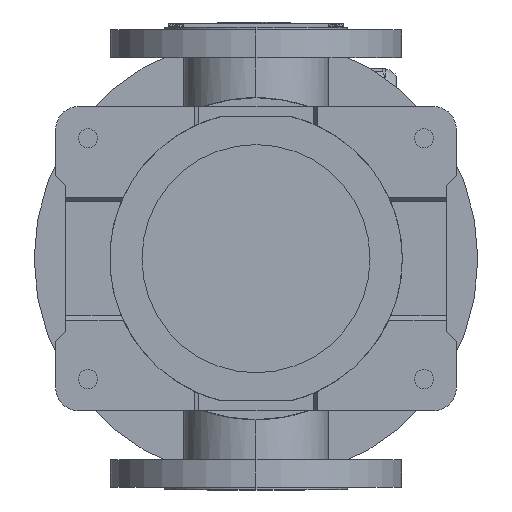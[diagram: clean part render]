
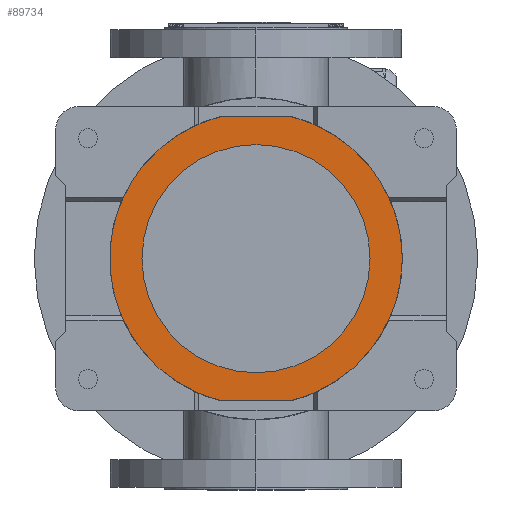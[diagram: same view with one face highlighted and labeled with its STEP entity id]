
A CAD part, front view. The second image highlights one B-rep face of the part: STEP entity #89734.
In plain terms, the highlighted planar face has unit normal (0, -1, 0).
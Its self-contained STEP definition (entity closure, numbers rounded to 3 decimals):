
#1700 = DIRECTION ( 'NONE',  ( 1., 0., 0. ) ) ;
#4046 = FACE_OUTER_BOUND ( 'NONE', #107623, .T. ) ;
#5488 = VECTOR ( 'NONE', #52117, 1000. ) ;
#6328 = LINE ( 'NONE', #40951, #5488 ) ;
#7778 = AXIS2_PLACEMENT_3D ( 'NONE', #41445, #76075, #42006 ) ;
#10164 = DIRECTION ( 'NONE',  ( 1., 0., 0. ) ) ;
#10462 = DIRECTION ( 'NONE',  ( 0., -1., 0. ) ) ;
#10704 = EDGE_CURVE ( 'NONE', #80758, #67768, #74891, .T. ) ;
#10827 = EDGE_CURVE ( 'NONE', #13585, #107892, #86846, .T. ) ;
#11000 = CIRCLE ( 'NONE', #74456, 90. ) ;
#11592 = EDGE_CURVE ( 'NONE', #107892, #16645, #93043, .T. ) ;
#11757 = CARTESIAN_POINT ( 'NONE',  ( 28.218, 45., -112. ) ) ;
#13585 = VERTEX_POINT ( 'NONE', #54836 ) ;
#14062 = ORIENTED_EDGE ( 'NONE', *, *, #107044, .T. ) ;
#16645 = VERTEX_POINT ( 'NONE', #26129 ) ;
#20325 = CARTESIAN_POINT ( 'NONE',  ( 90., 45., 0. ) ) ;
#20816 = CIRCLE ( 'NONE', #82418, 115.5 ) ;
#22181 = PLANE ( 'NONE',  #83561 ) ;
#22356 = AXIS2_PLACEMENT_3D ( 'NONE', #88243, #10462, #70097 ) ;
#23304 = DIRECTION ( 'NONE',  ( 0., -1., 0. ) ) ;
#24606 = DIRECTION ( 'NONE',  ( 1., 0., 0. ) ) ;
#25150 = CIRCLE ( 'NONE', #27019, 115.5 ) ;
#26129 = CARTESIAN_POINT ( 'NONE',  ( 115.5, 45., 0. ) ) ;
#27019 = AXIS2_PLACEMENT_3D ( 'NONE', #97043, #61859, #1700 ) ;
#29592 = ORIENTED_EDGE ( 'NONE', *, *, #57305, .T. ) ;
#31207 = CARTESIAN_POINT ( 'NONE',  ( -28.218, 45., 112. ) ) ;
#33277 = EDGE_LOOP ( 'NONE', ( #14062, #69901 ) ) ;
#34475 = EDGE_CURVE ( 'NONE', #103429, #13585, #20816, .T. ) ;
#38678 = CARTESIAN_POINT ( 'NONE',  ( 127.05, 45., 123.2 ) ) ;
#40951 = CARTESIAN_POINT ( 'NONE',  ( -31.04, 45., 112. ) ) ;
#41445 = CARTESIAN_POINT ( 'NONE',  ( 0., 45., 0. ) ) ;
#42006 = DIRECTION ( 'NONE',  ( -1., 0., 0. ) ) ;
#42206 = CARTESIAN_POINT ( 'NONE',  ( 0., 45., 0. ) ) ;
#50177 = CARTESIAN_POINT ( 'NONE',  ( 28.218, 45., 112. ) ) ;
#52117 = DIRECTION ( 'NONE',  ( -1., 0., 0. ) ) ;
#53865 = CARTESIAN_POINT ( 'NONE',  ( -31.04, 45., -112. ) ) ;
#54836 = CARTESIAN_POINT ( 'NONE',  ( -28.218, 45., -112. ) ) ;
#54849 = ORIENTED_EDGE ( 'NONE', *, *, #11592, .T. ) ;
#57305 = EDGE_CURVE ( 'NONE', #93831, #103429, #6328, .T. ) ;
#61859 = DIRECTION ( 'NONE',  ( 0., -1., 0. ) ) ;
#65090 = CARTESIAN_POINT ( 'NONE',  ( 0., 45., 0. ) ) ;
#65348 = FACE_BOUND ( 'NONE', #33277, .T. ) ;
#66640 = DIRECTION ( 'NONE',  ( 0., -1., 0. ) ) ;
#67768 = VERTEX_POINT ( 'NONE', #79287 ) ;
#69028 = EDGE_CURVE ( 'NONE', #16645, #93831, #25150, .T. ) ;
#69464 = VECTOR ( 'NONE', #10164, 1000. ) ;
#69901 = ORIENTED_EDGE ( 'NONE', *, *, #10704, .T. ) ;
#70097 = DIRECTION ( 'NONE',  ( 1., 0., 0. ) ) ;
#74456 = AXIS2_PLACEMENT_3D ( 'NONE', #65090, #99711, #91203 ) ;
#74891 = CIRCLE ( 'NONE', #7778, 90. ) ;
#74978 = DIRECTION ( 'NONE',  ( -1., 0., 0. ) ) ;
#76075 = DIRECTION ( 'NONE',  ( 0., 1., 0. ) ) ;
#79287 = CARTESIAN_POINT ( 'NONE',  ( -90., 45., 0. ) ) ;
#80758 = VERTEX_POINT ( 'NONE', #20325 ) ;
#82418 = AXIS2_PLACEMENT_3D ( 'NONE', #42206, #66640, #24606 ) ;
#83561 = AXIS2_PLACEMENT_3D ( 'NONE', #38678, #23304, #74978 ) ;
#86846 = LINE ( 'NONE', #53865, #69464 ) ;
#87582 = ORIENTED_EDGE ( 'NONE', *, *, #34475, .T. ) ;
#88243 = CARTESIAN_POINT ( 'NONE',  ( 0., 45., 0. ) ) ;
#89734 = ADVANCED_FACE ( 'NONE', ( #65348, #4046 ), #22181, .T. ) ;
#91203 = DIRECTION ( 'NONE',  ( -1., 0., 0. ) ) ;
#93043 = CIRCLE ( 'NONE', #22356, 115.5 ) ;
#93831 = VERTEX_POINT ( 'NONE', #50177 ) ;
#97043 = CARTESIAN_POINT ( 'NONE',  ( 0., 45., 0. ) ) ;
#99711 = DIRECTION ( 'NONE',  ( 0., 1., 0. ) ) ;
#100466 = ORIENTED_EDGE ( 'NONE', *, *, #69028, .T. ) ;
#101267 = ORIENTED_EDGE ( 'NONE', *, *, #10827, .T. ) ;
#103429 = VERTEX_POINT ( 'NONE', #31207 ) ;
#107044 = EDGE_CURVE ( 'NONE', #67768, #80758, #11000, .T. ) ;
#107623 = EDGE_LOOP ( 'NONE', ( #54849, #100466, #29592, #87582, #101267 ) ) ;
#107892 = VERTEX_POINT ( 'NONE', #11757 ) ;
